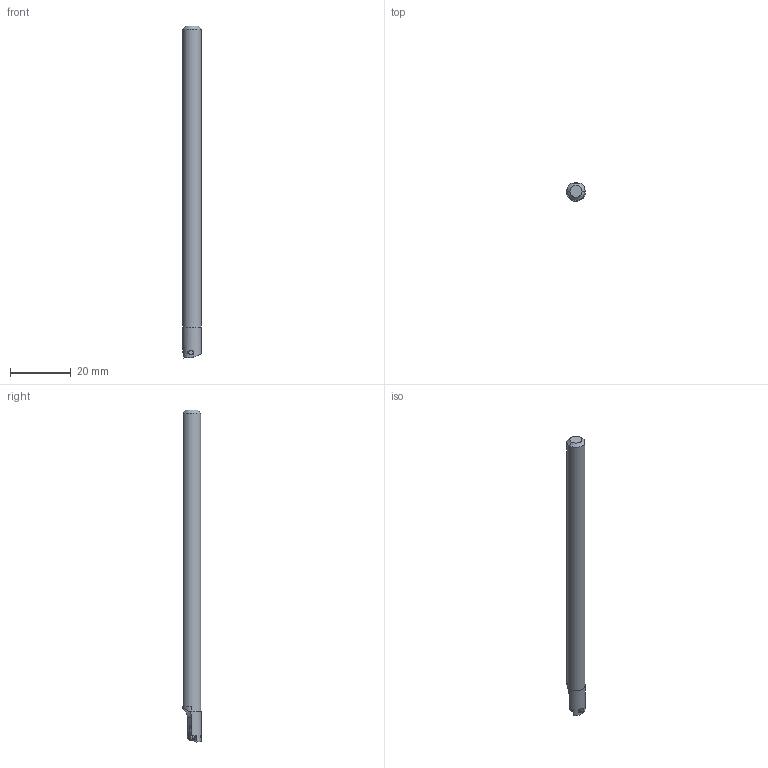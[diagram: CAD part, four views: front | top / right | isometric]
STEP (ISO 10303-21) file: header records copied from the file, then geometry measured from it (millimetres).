
FILE_DESCRIPTION(/* description */ (''),/* implementation_level */ '2;1');
FILE_NAME(/* name */ 'C06JSWUBR02.stp',/* time_stamp */ '2021-11-11T11:51:25+09:00',/* author */ (''),/* organization */ (''),/* preprocessor_version */ 'ST-DEVELOPER v16',/* originating_system */ 'SIEMENS PLM Software NX 10.0',/* authorisation */ '');
FILE_SCHEMA (('AUTOMOTIVE_DESIGN { 1 0 10303 214 3 1 1 1 }'));
Length unit declared in the file: millimetre
Products named in the file (1): C06JSWUBR02_ASM
Bounding box: 6.2 x 6.1 x 109.71 mm (x, y, z)
Volume: 2929.7 mm3; surface area: 2126.3 mm2
Topology: 2 solids, 2 shells, 64 faces, 196 edges, 138 vertices
Faces by surface type: cylinder 29, plane 19, cone 12, torus 2, sphere 2
Entity records: 2653 total; most frequent: CARTESIAN_POINT 745, DIRECTION 401, ORIENTED_EDGE 388, EDGE_CURVE 194, AXIS2_PLACEMENT_3D 165, VERTEX_POINT 135, CIRCLE 84, LINE 71
